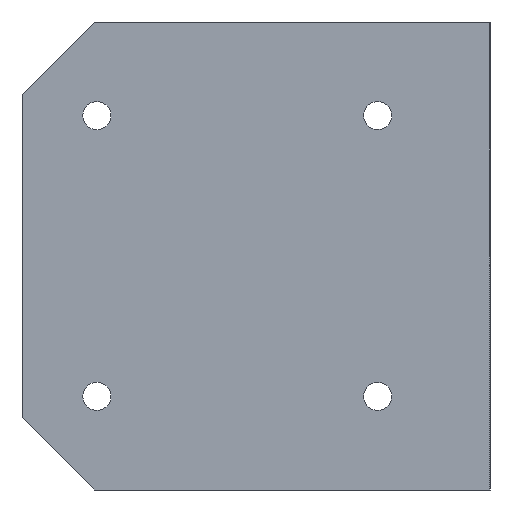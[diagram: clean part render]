
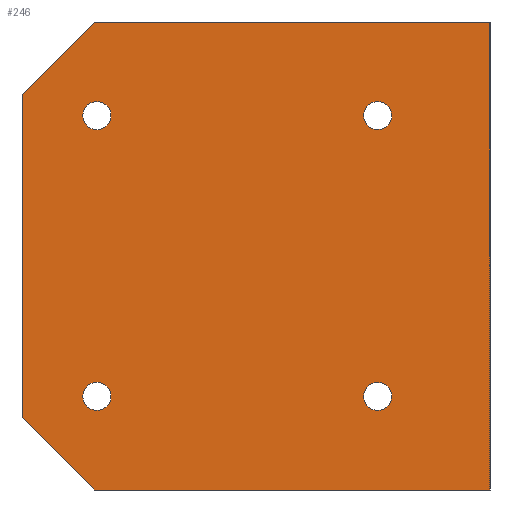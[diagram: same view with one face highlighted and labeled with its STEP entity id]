
A CAD part, left-side view. The second image highlights one B-rep face of the part: STEP entity #246.
In plain terms, the highlighted planar face has unit normal (-1, 0, 0).
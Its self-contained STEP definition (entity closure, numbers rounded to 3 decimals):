
#2 = DIRECTION ( 'NONE',  ( 1., 0., 0. ) ) ;
#8 = VERTEX_POINT ( 'NONE', #245 ) ;
#9 = VECTOR ( 'NONE', #599, 1000. ) ;
#13 = ORIENTED_EDGE ( 'NONE', *, *, #792, .T. ) ;
#24 = PLANE ( 'NONE',  #1013 ) ;
#30 = CIRCLE ( 'NONE', #905, 1.5 ) ;
#44 = AXIS2_PLACEMENT_3D ( 'NONE', #321, #434, #160 ) ;
#51 = CARTESIAN_POINT ( 'NONE',  ( 0., 0., 50. ) ) ;
#57 = CARTESIAN_POINT ( 'NONE',  ( 0., 0., 50. ) ) ;
#58 = FACE_BOUND ( 'NONE', #341, .T. ) ;
#67 = EDGE_CURVE ( 'NONE', #1136, #720, #342, .T. ) ;
#91 = CARTESIAN_POINT ( 'NONE',  ( 0., 13.5, 40. ) ) ;
#95 = CARTESIAN_POINT ( 'NONE',  ( 0., 12., 10. ) ) ;
#97 = VERTEX_POINT ( 'NONE', #91 ) ;
#108 = DIRECTION ( 'NONE',  ( 0., 0., -1. ) ) ;
#114 = VECTOR ( 'NONE', #553, 1000. ) ;
#117 = AXIS2_PLACEMENT_3D ( 'NONE', #549, #1112, #662 ) ;
#125 = EDGE_CURVE ( 'NONE', #711, #848, #471, .T. ) ;
#127 = LINE ( 'NONE', #302, #423 ) ;
#148 = AXIS2_PLACEMENT_3D ( 'NONE', #393, #1004, #1016 ) ;
#160 = DIRECTION ( 'NONE',  ( 0., 0., -1. ) ) ;
#164 = AXIS2_PLACEMENT_3D ( 'NONE', #95, #703, #450 ) ;
#171 = VERTEX_POINT ( 'NONE', #301 ) ;
#173 = DIRECTION ( 'NONE',  ( 1., 0., 0. ) ) ;
#180 = VERTEX_POINT ( 'NONE', #210 ) ;
#195 = CARTESIAN_POINT ( 'NONE',  ( 0., 10.5, 10. ) ) ;
#197 = CARTESIAN_POINT ( 'NONE',  ( 0., 13.5, 10. ) ) ;
#199 = DIRECTION ( 'NONE',  ( 0., -1., 0. ) ) ;
#204 = CIRCLE ( 'NONE', #461, 1.5 ) ;
#209 = EDGE_LOOP ( 'NONE', ( #422, #229, #13, #746, #591, #300 ) ) ;
#210 = CARTESIAN_POINT ( 'NONE',  ( 0., 42.3, 0. ) ) ;
#229 = ORIENTED_EDGE ( 'NONE', *, *, #67, .T. ) ;
#237 = DIRECTION ( 'NONE',  ( 0., 0., -1. ) ) ;
#245 = CARTESIAN_POINT ( 'NONE',  ( 0., 40.5, 10. ) ) ;
#246 = ADVANCED_FACE ( 'NONE', ( #801, #1009, #58, #1075, #566 ), #24, .F. ) ;
#248 = LINE ( 'NONE', #1021, #9 ) ;
#252 = VERTEX_POINT ( 'NONE', #835 ) ;
#253 = CIRCLE ( 'NONE', #940, 1.5 ) ;
#259 = DIRECTION ( 'NONE',  ( 0., 0.707, -0.707 ) ) ;
#300 = ORIENTED_EDGE ( 'NONE', *, *, #125, .F. ) ;
#301 = CARTESIAN_POINT ( 'NONE',  ( 0., 10.5, 40. ) ) ;
#302 = CARTESIAN_POINT ( 'NONE',  ( 0., 0., 0. ) ) ;
#314 = CARTESIAN_POINT ( 'NONE',  ( 0., 40.5, 40. ) ) ;
#321 = CARTESIAN_POINT ( 'NONE',  ( 0., 12., 40. ) ) ;
#326 = CARTESIAN_POINT ( 'NONE',  ( 0., 50., 50. ) ) ;
#339 = CARTESIAN_POINT ( 'NONE',  ( 0., 50., 42.3 ) ) ;
#341 = EDGE_LOOP ( 'NONE', ( #677, #1095 ) ) ;
#342 = LINE ( 'NONE', #520, #401 ) ;
#393 = CARTESIAN_POINT ( 'NONE',  ( 0., 42., 10. ) ) ;
#396 = EDGE_CURVE ( 'NONE', #97, #171, #1053, .T. ) ;
#401 = VECTOR ( 'NONE', #259, 1000. ) ;
#420 = ORIENTED_EDGE ( 'NONE', *, *, #478, .T. ) ;
#422 = ORIENTED_EDGE ( 'NONE', *, *, #872, .F. ) ;
#423 = VECTOR ( 'NONE', #650, 1000. ) ;
#434 = DIRECTION ( 'NONE',  ( 1., 0., 0. ) ) ;
#443 = CIRCLE ( 'NONE', #626, 1.5 ) ;
#450 = DIRECTION ( 'NONE',  ( 0., 0., -1. ) ) ;
#455 = EDGE_LOOP ( 'NONE', ( #647, #853 ) ) ;
#461 = AXIS2_PLACEMENT_3D ( 'NONE', #955, #2, #1038 ) ;
#471 = LINE ( 'NONE', #51, #114 ) ;
#478 = EDGE_CURVE ( 'NONE', #8, #252, #253, .T. ) ;
#480 = DIRECTION ( 'NONE',  ( 0., 0., -1. ) ) ;
#488 = CARTESIAN_POINT ( 'NONE',  ( 0., 42.3, 50. ) ) ;
#500 = VERTEX_POINT ( 'NONE', #195 ) ;
#517 = EDGE_CURVE ( 'NONE', #500, #633, #789, .T. ) ;
#520 = CARTESIAN_POINT ( 'NONE',  ( 0., 42.3, 50. ) ) ;
#549 = CARTESIAN_POINT ( 'NONE',  ( 0., 42., 40. ) ) ;
#553 = DIRECTION ( 'NONE',  ( 0., 0., -1. ) ) ;
#554 = ORIENTED_EDGE ( 'NONE', *, *, #989, .T. ) ;
#558 = LINE ( 'NONE', #57, #866 ) ;
#566 = FACE_OUTER_BOUND ( 'NONE', #209, .T. ) ;
#573 = DIRECTION ( 'NONE',  ( 1., 0., 0. ) ) ;
#591 = ORIENTED_EDGE ( 'NONE', *, *, #914, .T. ) ;
#599 = DIRECTION ( 'NONE',  ( 0., -0.707, -0.707 ) ) ;
#600 = CARTESIAN_POINT ( 'NONE',  ( 0., 0., 0. ) ) ;
#607 = CIRCLE ( 'NONE', #117, 1.5 ) ;
#626 = AXIS2_PLACEMENT_3D ( 'NONE', #668, #173, #237 ) ;
#633 = VERTEX_POINT ( 'NONE', #197 ) ;
#636 = EDGE_LOOP ( 'NONE', ( #554, #1087 ) ) ;
#647 = ORIENTED_EDGE ( 'NONE', *, *, #1034, .T. ) ;
#650 = DIRECTION ( 'NONE',  ( 0., -1., 0. ) ) ;
#652 = EDGE_CURVE ( 'NONE', #171, #97, #30, .T. ) ;
#661 = EDGE_CURVE ( 'NONE', #252, #8, #1088, .T. ) ;
#662 = DIRECTION ( 'NONE',  ( 0., 0., -1. ) ) ;
#668 = CARTESIAN_POINT ( 'NONE',  ( 0., 42., 40. ) ) ;
#677 = ORIENTED_EDGE ( 'NONE', *, *, #396, .T. ) ;
#703 = DIRECTION ( 'NONE',  ( 1., 0., 0. ) ) ;
#711 = VERTEX_POINT ( 'NONE', #962 ) ;
#720 = VERTEX_POINT ( 'NONE', #339 ) ;
#722 = ORIENTED_EDGE ( 'NONE', *, *, #661, .T. ) ;
#740 = VERTEX_POINT ( 'NONE', #1039 ) ;
#746 = ORIENTED_EDGE ( 'NONE', *, *, #1020, .T. ) ;
#748 = EDGE_LOOP ( 'NONE', ( #722, #420 ) ) ;
#781 = VERTEX_POINT ( 'NONE', #969 ) ;
#789 = CIRCLE ( 'NONE', #164, 1.5 ) ;
#792 = EDGE_CURVE ( 'NONE', #720, #781, #1051, .T. ) ;
#796 = VERTEX_POINT ( 'NONE', #314 ) ;
#801 = FACE_BOUND ( 'NONE', #455, .T. ) ;
#803 = EDGE_CURVE ( 'NONE', #796, #740, #443, .T. ) ;
#834 = DIRECTION ( 'NONE',  ( 1., 0., 0. ) ) ;
#835 = CARTESIAN_POINT ( 'NONE',  ( 0., 43.5, 10. ) ) ;
#848 = VERTEX_POINT ( 'NONE', #600 ) ;
#853 = ORIENTED_EDGE ( 'NONE', *, *, #517, .T. ) ;
#866 = VECTOR ( 'NONE', #199, 1000. ) ;
#872 = EDGE_CURVE ( 'NONE', #1136, #711, #558, .T. ) ;
#879 = CARTESIAN_POINT ( 'NONE',  ( 0., 42., 10. ) ) ;
#905 = AXIS2_PLACEMENT_3D ( 'NONE', #1091, #834, #918 ) ;
#914 = EDGE_CURVE ( 'NONE', #180, #848, #127, .T. ) ;
#918 = DIRECTION ( 'NONE',  ( 0., 0., -1. ) ) ;
#928 = CARTESIAN_POINT ( 'NONE',  ( 0., 0., 50. ) ) ;
#940 = AXIS2_PLACEMENT_3D ( 'NONE', #879, #990, #108 ) ;
#943 = VECTOR ( 'NONE', #956, 1000. ) ;
#955 = CARTESIAN_POINT ( 'NONE',  ( 0., 12., 10. ) ) ;
#956 = DIRECTION ( 'NONE',  ( 0., 0., -1. ) ) ;
#962 = CARTESIAN_POINT ( 'NONE',  ( 0., 0., 50. ) ) ;
#969 = CARTESIAN_POINT ( 'NONE',  ( 0., 50., 7.7 ) ) ;
#989 = EDGE_CURVE ( 'NONE', #740, #796, #607, .T. ) ;
#990 = DIRECTION ( 'NONE',  ( 1., 0., 0. ) ) ;
#1004 = DIRECTION ( 'NONE',  ( 1., 0., 0. ) ) ;
#1009 = FACE_BOUND ( 'NONE', #636, .T. ) ;
#1013 = AXIS2_PLACEMENT_3D ( 'NONE', #928, #573, #480 ) ;
#1016 = DIRECTION ( 'NONE',  ( 0., 0., -1. ) ) ;
#1020 = EDGE_CURVE ( 'NONE', #781, #180, #248, .T. ) ;
#1021 = CARTESIAN_POINT ( 'NONE',  ( 0., 50., 7.7 ) ) ;
#1034 = EDGE_CURVE ( 'NONE', #633, #500, #204, .T. ) ;
#1038 = DIRECTION ( 'NONE',  ( 0., 0., -1. ) ) ;
#1039 = CARTESIAN_POINT ( 'NONE',  ( 0., 43.5, 40. ) ) ;
#1051 = LINE ( 'NONE', #326, #943 ) ;
#1053 = CIRCLE ( 'NONE', #44, 1.5 ) ;
#1075 = FACE_BOUND ( 'NONE', #748, .T. ) ;
#1087 = ORIENTED_EDGE ( 'NONE', *, *, #803, .T. ) ;
#1088 = CIRCLE ( 'NONE', #148, 1.5 ) ;
#1091 = CARTESIAN_POINT ( 'NONE',  ( 0., 12., 40. ) ) ;
#1095 = ORIENTED_EDGE ( 'NONE', *, *, #652, .T. ) ;
#1112 = DIRECTION ( 'NONE',  ( 1., 0., 0. ) ) ;
#1136 = VERTEX_POINT ( 'NONE', #488 ) ;
